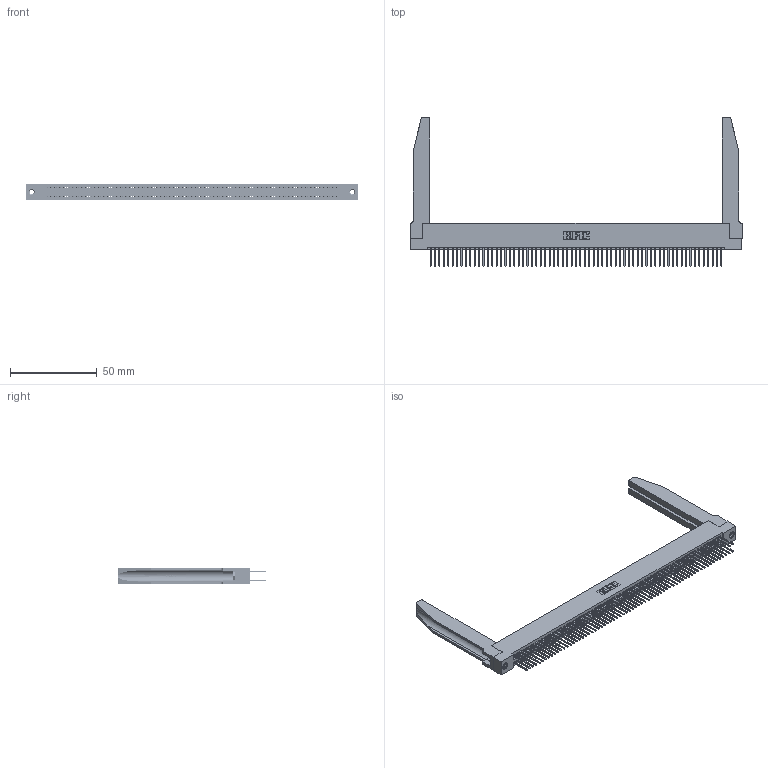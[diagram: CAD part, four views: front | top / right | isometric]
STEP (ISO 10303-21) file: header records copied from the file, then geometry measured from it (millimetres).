
FILE_DESCRIPTION (( 'STEP AP203' ), '1' );
FILE_NAME ('395-134-523-278.STEP', '2019-10-29T09:15:33', ( '' ), ( '' ), 'SwSTEP 2.0', 'SolidWorks 2016', '' );
FILE_SCHEMA (( 'CONFIG_CONTROL_DESIGN' ));
Length unit declared in the file: inch
Products named in the file (5): 345 Part_Flush Mounting Lugs - 0.156 Dia-TH; 345-292-001_345-293-123; 345-250-001_345-250-001-102; 345-220-078_345-220-078; 395-134-523-278
Assembly tree (139 placements, depth 2):
  395-134-523-278
    345 Part_Flush Mounting Lugs - 0.156 Dia-TH
    345-292-001_345-293-123  x134
    345-250-001_345-250-001-102  x2
    345-220-078_345-220-078  x2
Bounding box: 191.41 x 85.78 x 9.4 mm (x, y, z)
Volume: 26871.4 mm3; surface area: 36789 mm2
Topology: 139 solids, 139 shells, 7060 faces, 20915 edges, 13754 vertices
Faces by surface type: plane 4644, cylinder 2364, bspline 36, cone 12, torus 4
Entity records: 53962 total; most frequent: CARTESIAN_POINT 9939, ORIENTED_EDGE 8770, DIRECTION 7727, EDGE_CURVE 4385, VECTOR 3891, LINE 3891, VERTEX_POINT 2916, AXIS2_PLACEMENT_3D 1918
